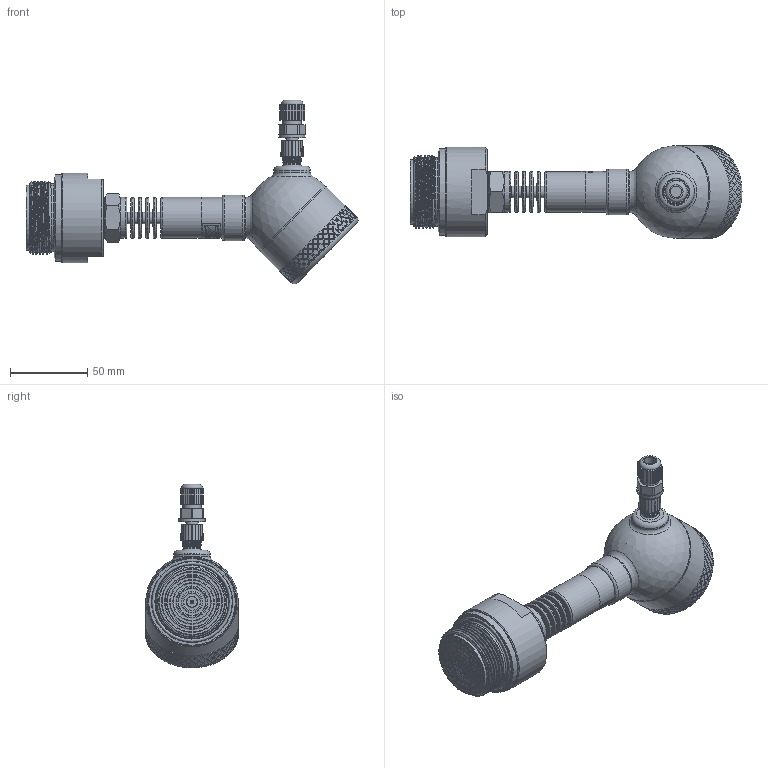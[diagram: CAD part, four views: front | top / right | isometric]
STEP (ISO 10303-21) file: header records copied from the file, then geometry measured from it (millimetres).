
FILE_DESCRIPTION(/* description */ (''),/* implementation_level */ '2;1');
FILE_NAME(/* name */ 'APZ3420mFH_G1-1''2DIN-flush_radiator_3_display.step',/* time_stamp */ '2021-07-07T15:43:20+03:00',/* author */ (''),/* organization */ (''),/* preprocessor_version */ 'ST-DEVELOPER v18.1',/* originating_system */ 'Autodesk Translation Framework v10.9.0.1377',/* authorisation */ '');
FILE_SCHEMA (('AUTOMOTIVE_DESIGN { 1 0 10303 214 3 1 1 }'));
Length unit declared in the file: millimetre
Products named in the file (9): АПЗ420М-полевойкорпус-
заполненный; Заполненный полевой 
корпус v13; Cover for display; Display; Main body; M12x1 adapter; M12x1 female straight v9; G1\4EN radiator; G1-1'2DIN diaphragm 42 v6
Assembly tree (7 placements, depth 3):
  АПЗ420М-полевойкорпус-
заполненный
    Заполненный полевой 
корпус v13
      Cover for display
      Display
      Main body
      M12x1 adapter
      M12x1 female straight v9
    G1\4EN radiator
  G1-1'2DIN diaphragm 42 v6
Bounding box: 214.48 x 60.1 x 118.64 mm (x, y, z)
Volume: 343428.5 mm3; surface area: 72480.2 mm2
Topology: 18 solids, 18 shells, 1874 faces, 4720 edges, 3106 vertices
Faces by surface type: bspline 1000, plane 401, cylinder 360, torus 61, cone 50, sphere 2
Full cylindrical faces by diameter (mm): 0.012 x1, 1 x4, 2 x1, 3.3 x1, 4 x1, 5 x7, 6.116 x1, 7.3 x1, 7.5 x5, 8 x3, 9.3 x1, 9.5 x2, 10.293 x1, 10.5 x2, 10.741 x7, 11 x1, 11.445 x5, 11.884 x6, 12 x1, 13.157 x9, 14 x1, 17 x1, 19.7 x1, 21.6 x1, 21.767 x1, 22.4 x1, 23.6 x1, 24.5 x2, 26.5 x3, 29.5 x1
Entity records: 85030 total; most frequent: CARTESIAN_POINT 47540, ORIENTED_EDGE 9436, EDGE_CURVE 4718, DIRECTION 4430, VERTEX_POINT 3106, B_SPLINE_CURVE_WITH_KNOTS 2781, EDGE_LOOP 2138, FACE_OUTER_BOUND 1874
